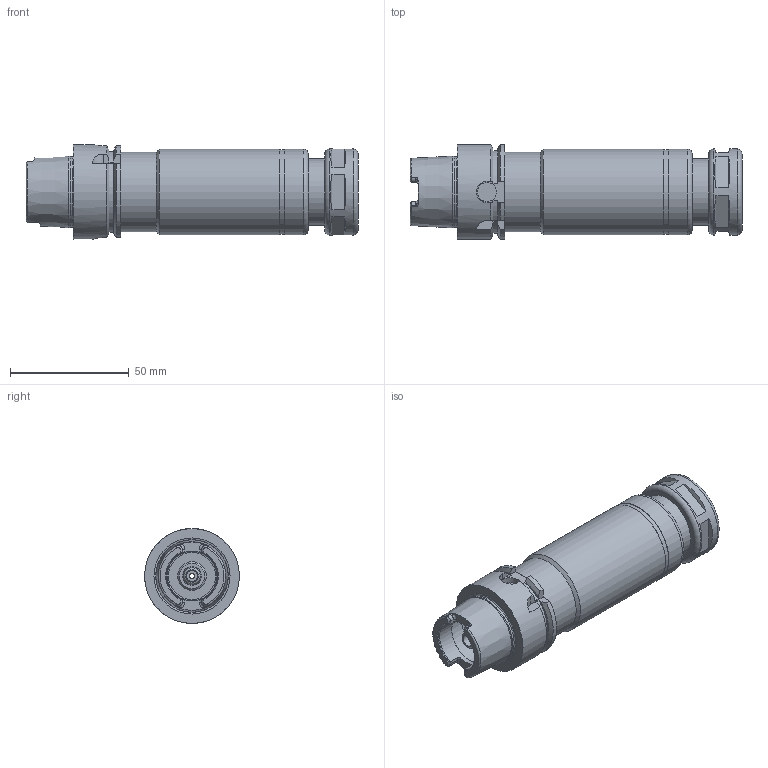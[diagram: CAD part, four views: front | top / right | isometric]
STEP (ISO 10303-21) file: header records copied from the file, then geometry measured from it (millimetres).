
FILE_DESCRIPTION((''),'2;1');
FILE_NAME('536013116120-3D.stp','2020-01-07T13:30:56',('nttooll'),(''),'Autodesk Inventor 2012','Autodesk Inventor 2012','');
FILE_SCHEMA(('AUTOMOTIVE_DESIGN { 1 0 10303 214 1 1 1 1 }'));
Length unit declared in the file: millimetre
Products named in the file (1): 536013116120-3D
Bounding box: 140 x 40 x 40 mm (x, y, z)
Volume: 97843.8 mm3; surface area: 29229.7 mm2
Topology: 1 solids, 1 shells, 192 faces, 424 edges, 263 vertices
Faces by surface type: plane 85, cylinder 55, cone 32, torus 20
Full cylindrical faces by diameter (mm): 2 x1, 4.5 x1, 5 x2, 5.103 x1, 6.5 x1, 7.5 x1, 8 x2, 12 x1, 12.8 x1, 13.319 x1, 15.8 x1, 15.9 x1, 16.3 x1, 17 x2, 17.5 x1, 20 x1, 21 x1, 21.8 x1, 22.1 x1, 24.5 x1, 25.5 x1, 28 x2, 29.8 x1, 33.5 x1, 35.6 x1, 36 x2, 36.3 x1, 40 x1
Entity records: 5099 total; most frequent: CARTESIAN_POINT 1062, DIRECTION 877, ORIENTED_EDGE 714, AXIS2_PLACEMENT_3D 371, EDGE_CURVE 357, EDGE_LOOP 285, VERTEX_POINT 258, FACE_OUTER_BOUND 192
